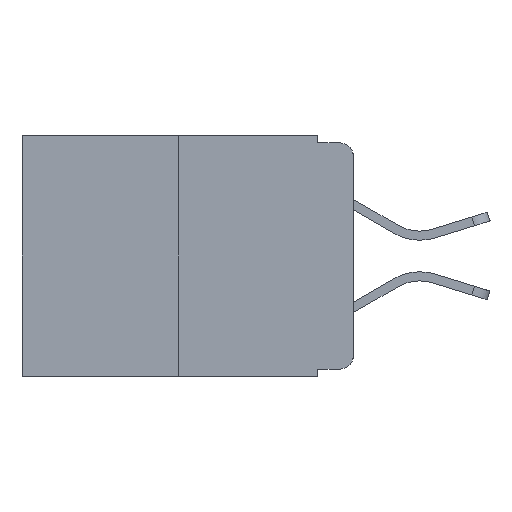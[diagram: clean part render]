
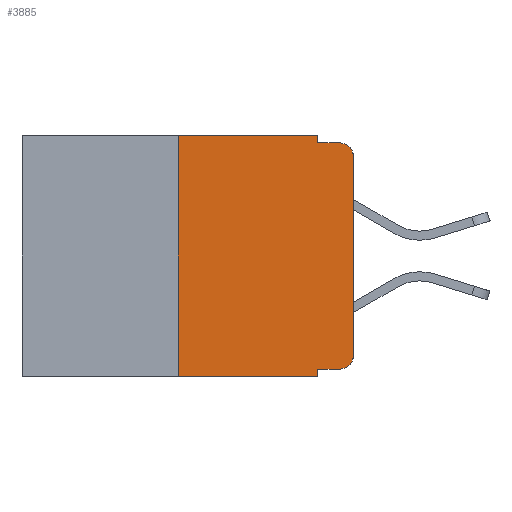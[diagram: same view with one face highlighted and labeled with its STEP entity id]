
A CAD part, left-side view. The second image highlights one B-rep face of the part: STEP entity #3885.
In plain terms, the highlighted planar face has unit normal (-1, 0, 0).
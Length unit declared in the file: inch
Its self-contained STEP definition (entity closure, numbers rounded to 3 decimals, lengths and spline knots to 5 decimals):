
#359 = VERTEX_POINT ( 'NONE', #12442 ) ;
#812 = CARTESIAN_POINT ( 'NONE',  ( 0., 0.051, -0.333 ) ) ;
#1241 = EDGE_CURVE ( 'NONE', #13320, #14831, #11791, .T. ) ;
#1276 = CARTESIAN_POINT ( 'NONE',  ( 0., 0.02, -0.03 ) ) ;
#1425 = CARTESIAN_POINT ( 'NONE',  ( 0., 0.02, -0.333 ) ) ;
#1461 = EDGE_CURVE ( 'NONE', #8320, #14831, #14372, .T. ) ;
#1468 = DIRECTION ( 'NONE',  ( 0., 0., 1. ) ) ;
#1657 = DIRECTION ( 'NONE',  ( 0., -1., 0. ) ) ;
#1674 = EDGE_CURVE ( 'NONE', #6835, #5245, #10405, .T. ) ;
#1709 = CARTESIAN_POINT ( 'NONE',  ( 0., 0.473, -0.343 ) ) ;
#2031 = LINE ( 'NONE', #6343, #8784 ) ;
#2407 = CARTESIAN_POINT ( 'NONE',  ( 0., 0.25, 0. ) ) ;
#2555 = DIRECTION ( 'NONE',  ( -1., 0., 0. ) ) ;
#2633 = CARTESIAN_POINT ( 'NONE',  ( 0., 0.051, 0. ) ) ;
#2793 = EDGE_CURVE ( 'NONE', #6835, #7421, #15514, .T. ) ;
#3026 = ORIENTED_EDGE ( 'NONE', *, *, #1674, .F. ) ;
#3198 = ORIENTED_EDGE ( 'NONE', *, *, #6601, .F. ) ;
#3378 = CARTESIAN_POINT ( 'NONE',  ( 0., 0.02, -0.01 ) ) ;
#3426 = PLANE ( 'NONE',  #10658 ) ;
#3827 = DIRECTION ( 'NONE',  ( 0., 0., 1. ) ) ;
#3885 = ADVANCED_FACE ( 'NONE', ( #5249 ), #3426, .F. ) ;
#4189 = VECTOR ( 'NONE', #1657, 39.37008 ) ;
#4362 = ORIENTED_EDGE ( 'NONE', *, *, #12872, .F. ) ;
#4616 = DIRECTION ( 'NONE',  ( 0., -1., 0. ) ) ;
#4648 = LINE ( 'NONE', #812, #7656 ) ;
#4882 = DIRECTION ( 'NONE',  ( -1., 0., 0. ) ) ;
#5047 = DIRECTION ( 'NONE',  ( 0., 0., -1. ) ) ;
#5090 = VECTOR ( 'NONE', #8526, 39.37008 ) ;
#5101 = CARTESIAN_POINT ( 'NONE',  ( 0., 0.02, -0.313 ) ) ;
#5245 = VERTEX_POINT ( 'NONE', #2407 ) ;
#5249 = FACE_OUTER_BOUND ( 'NONE', #15722, .T. ) ;
#5563 = VERTEX_POINT ( 'NONE', #1425 ) ;
#5783 = CIRCLE ( 'NONE', #14571, 0.02 ) ;
#6343 = CARTESIAN_POINT ( 'NONE',  ( 0., 0., 0. ) ) ;
#6444 = LINE ( 'NONE', #8836, #12388 ) ;
#6601 = EDGE_CURVE ( 'NONE', #359, #7421, #9550, .T. ) ;
#6835 = VERTEX_POINT ( 'NONE', #12316 ) ;
#6956 = VERTEX_POINT ( 'NONE', #10504 ) ;
#7272 = CARTESIAN_POINT ( 'NONE',  ( 0., 0.473, 0. ) ) ;
#7326 = DIRECTION ( 'NONE',  ( 0., -1., 0. ) ) ;
#7421 = VERTEX_POINT ( 'NONE', #10783 ) ;
#7635 = VECTOR ( 'NONE', #11381, 39.37008 ) ;
#7656 = VECTOR ( 'NONE', #4616, 39.37008 ) ;
#8320 = VERTEX_POINT ( 'NONE', #8547 ) ;
#8526 = DIRECTION ( 'NONE',  ( 0., 0., -1. ) ) ;
#8547 = CARTESIAN_POINT ( 'NONE',  ( 0., 0.051, -0.01 ) ) ;
#8784 = VECTOR ( 'NONE', #3827, 39.37008 ) ;
#8791 = DIRECTION ( 'NONE',  ( 0., 0., -1. ) ) ;
#8836 = CARTESIAN_POINT ( 'NONE',  ( 0., 0.473, 0. ) ) ;
#8911 = ORIENTED_EDGE ( 'NONE', *, *, #13351, .T. ) ;
#9010 = EDGE_CURVE ( 'NONE', #15337, #8320, #12232, .T. ) ;
#9550 = LINE ( 'NONE', #2633, #12313 ) ;
#10400 = CARTESIAN_POINT ( 'NONE',  ( 0., 0.25, 0. ) ) ;
#10405 = LINE ( 'NONE', #10400, #15162 ) ;
#10504 = CARTESIAN_POINT ( 'NONE',  ( 0., 0., -0.313 ) ) ;
#10658 = AXIS2_PLACEMENT_3D ( 'NONE', #7272, #10925, #10984 ) ;
#10783 = CARTESIAN_POINT ( 'NONE',  ( 0., 0.051, -0.343 ) ) ;
#10925 = DIRECTION ( 'NONE',  ( 1., 0., 0. ) ) ;
#10984 = DIRECTION ( 'NONE',  ( 0., 0., -1. ) ) ;
#11334 = ORIENTED_EDGE ( 'NONE', *, *, #1241, .T. ) ;
#11381 = DIRECTION ( 'NONE',  ( 0., -1., 0. ) ) ;
#11420 = DIRECTION ( 'NONE',  ( 0., 0., -1. ) ) ;
#11791 = CIRCLE ( 'NONE', #14572, 0.02 ) ;
#12232 = LINE ( 'NONE', #16063, #5090 ) ;
#12301 = ORIENTED_EDGE ( 'NONE', *, *, #1461, .F. ) ;
#12313 = VECTOR ( 'NONE', #5047, 39.37008 ) ;
#12316 = CARTESIAN_POINT ( 'NONE',  ( 0., 0.25, -0.343 ) ) ;
#12388 = VECTOR ( 'NONE', #7326, 39.37008 ) ;
#12442 = CARTESIAN_POINT ( 'NONE',  ( 0., 0.051, -0.333 ) ) ;
#12872 = EDGE_CURVE ( 'NONE', #5245, #15337, #6444, .T. ) ;
#13201 = ORIENTED_EDGE ( 'NONE', *, *, #14899, .T. ) ;
#13320 = VERTEX_POINT ( 'NONE', #16047 ) ;
#13351 = EDGE_CURVE ( 'NONE', #359, #5563, #4648, .T. ) ;
#13814 = ORIENTED_EDGE ( 'NONE', *, *, #9010, .F. ) ;
#14372 = LINE ( 'NONE', #14840, #7635 ) ;
#14571 = AXIS2_PLACEMENT_3D ( 'NONE', #5101, #4882, #8791 ) ;
#14572 = AXIS2_PLACEMENT_3D ( 'NONE', #1276, #2555, #11420 ) ;
#14831 = VERTEX_POINT ( 'NONE', #3378 ) ;
#14840 = CARTESIAN_POINT ( 'NONE',  ( 0., 0.051, -0.01 ) ) ;
#14899 = EDGE_CURVE ( 'NONE', #6956, #13320, #2031, .T. ) ;
#14922 = EDGE_CURVE ( 'NONE', #5563, #6956, #5783, .T. ) ;
#15162 = VECTOR ( 'NONE', #1468, 39.37008 ) ;
#15337 = VERTEX_POINT ( 'NONE', #16021 ) ;
#15424 = ORIENTED_EDGE ( 'NONE', *, *, #2793, .T. ) ;
#15514 = LINE ( 'NONE', #1709, #4189 ) ;
#15722 = EDGE_LOOP ( 'NONE', ( #13201, #11334, #12301, #13814, #4362, #3026, #15424, #3198, #8911, #16144 ) ) ;
#16021 = CARTESIAN_POINT ( 'NONE',  ( 0., 0.051, 0. ) ) ;
#16047 = CARTESIAN_POINT ( 'NONE',  ( 0., 0., -0.03 ) ) ;
#16063 = CARTESIAN_POINT ( 'NONE',  ( 0., 0.051, 0. ) ) ;
#16144 = ORIENTED_EDGE ( 'NONE', *, *, #14922, .T. ) ;
